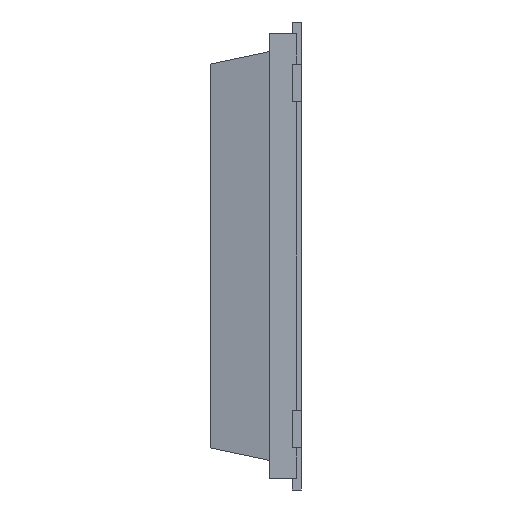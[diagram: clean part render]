
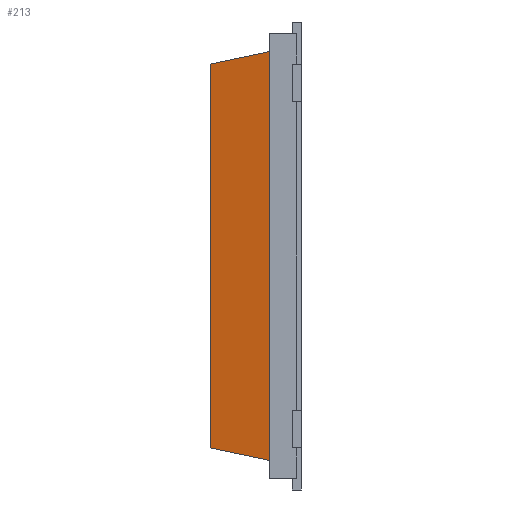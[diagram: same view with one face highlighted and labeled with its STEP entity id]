
A CAD part, left-side view. The second image highlights one B-rep face of the part: STEP entity #213.
In plain terms, the highlighted planar face has unit normal (-0.978, 0.208, 0).
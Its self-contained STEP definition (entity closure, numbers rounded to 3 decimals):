
#23 = VERTEX_POINT ( 'NONE', #1420 ) ;
#110 = CARTESIAN_POINT ( 'NONE',  ( -2.612, 0.95, -2.25 ) ) ;
#213 = ADVANCED_FACE ( 'NONE', ( #1354 ), #2892, .T. ) ;
#356 = DIRECTION ( 'NONE',  ( -0.204, -0.958, -0.204 ) ) ;
#400 = LINE ( 'NONE', #460, #2889 ) ;
#460 = CARTESIAN_POINT ( 'NONE',  ( -2.75, 0.3, -2.25 ) ) ;
#507 = EDGE_CURVE ( 'NONE', #1927, #1085, #2271, .T. ) ;
#534 = DIRECTION ( 'NONE',  ( -0.204, -0.958, 0.204 ) ) ;
#617 = ORIENTED_EDGE ( 'NONE', *, *, #1758, .F. ) ;
#678 = EDGE_LOOP ( 'NONE', ( #1616, #617, #1235, #2994 ) ) ;
#710 = DIRECTION ( 'NONE',  ( -0.208, -0.978, 0. ) ) ;
#868 = CARTESIAN_POINT ( 'NONE',  ( -2.75, 0.3, -2.25 ) ) ;
#1000 = EDGE_CURVE ( 'NONE', #1927, #23, #1605, .T. ) ;
#1073 = VECTOR ( 'NONE', #1550, 1000. ) ;
#1085 = VERTEX_POINT ( 'NONE', #2071 ) ;
#1152 = VERTEX_POINT ( 'NONE', #1620 ) ;
#1235 = ORIENTED_EDGE ( 'NONE', *, *, #1000, .F. ) ;
#1354 = FACE_OUTER_BOUND ( 'NONE', #678, .T. ) ;
#1420 = CARTESIAN_POINT ( 'NONE',  ( -2.612, 0.95, 2.112 ) ) ;
#1550 = DIRECTION ( 'NONE',  ( 0., 0., 1. ) ) ;
#1596 = LINE ( 'NONE', #2225, #1821 ) ;
#1605 = LINE ( 'NONE', #110, #1073 ) ;
#1616 = ORIENTED_EDGE ( 'NONE', *, *, #2295, .T. ) ;
#1620 = CARTESIAN_POINT ( 'NONE',  ( -2.75, 0.3, 2.25 ) ) ;
#1758 = EDGE_CURVE ( 'NONE', #23, #1152, #1596, .T. ) ;
#1821 = VECTOR ( 'NONE', #534, 1000. ) ;
#1927 = VERTEX_POINT ( 'NONE', #2580 ) ;
#2071 = CARTESIAN_POINT ( 'NONE',  ( -2.75, 0.3, -2.25 ) ) ;
#2143 = DIRECTION ( 'NONE',  ( -0.978, 0.208, 0. ) ) ;
#2163 = CARTESIAN_POINT ( 'NONE',  ( -2.75, 0.3, -2.25 ) ) ;
#2225 = CARTESIAN_POINT ( 'NONE',  ( -2.75, 0.3, 2.25 ) ) ;
#2271 = LINE ( 'NONE', #868, #2618 ) ;
#2295 = EDGE_CURVE ( 'NONE', #1085, #1152, #400, .T. ) ;
#2304 = AXIS2_PLACEMENT_3D ( 'NONE', #2163, #2143, #710 ) ;
#2580 = CARTESIAN_POINT ( 'NONE',  ( -2.612, 0.95, -2.112 ) ) ;
#2618 = VECTOR ( 'NONE', #356, 1000. ) ;
#2889 = VECTOR ( 'NONE', #3115, 1000. ) ;
#2892 = PLANE ( 'NONE',  #2304 ) ;
#2994 = ORIENTED_EDGE ( 'NONE', *, *, #507, .T. ) ;
#3115 = DIRECTION ( 'NONE',  ( 0., 0., 1. ) ) ;
